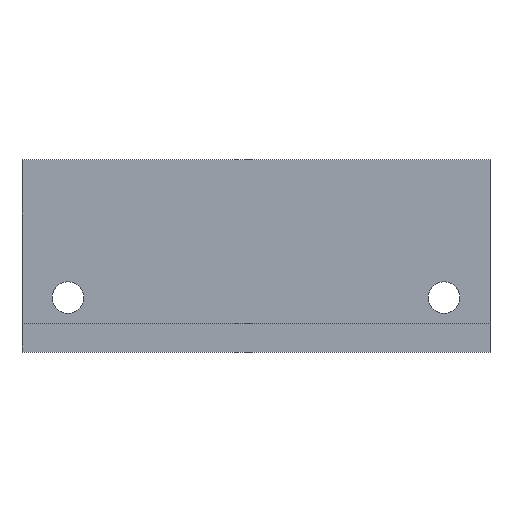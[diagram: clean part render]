
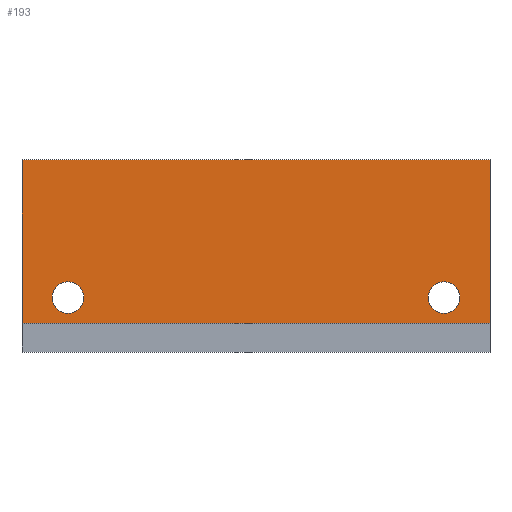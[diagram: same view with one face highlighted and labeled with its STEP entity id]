
A CAD part, top view. The second image highlights one B-rep face of the part: STEP entity #193.
In plain terms, the highlighted planar face has unit normal (0, 0, 1).
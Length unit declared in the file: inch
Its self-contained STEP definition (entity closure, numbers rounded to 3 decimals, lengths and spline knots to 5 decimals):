
#15=FACE_BOUND('',#44,.T.);
#16=FACE_BOUND('',#45,.T.);
#19=CIRCLE('',#213,0.055);
#21=CIRCLE('',#216,0.055);
#33=FACE_OUTER_BOUND('',#43,.T.);
#43=EDGE_LOOP('',(#165,#166,#167,#168));
#44=EDGE_LOOP('',(#169));
#45=EDGE_LOOP('',(#170));
#49=LINE('',#277,#69);
#62=LINE('',#311,#82);
#65=LINE('',#317,#85);
#68=LINE('',#321,#88);
#69=VECTOR('',#227,0.3937);
#82=VECTOR('',#258,0.3937);
#85=VECTOR('',#263,0.3937);
#88=VECTOR('',#268,0.3937);
#89=VERTEX_POINT('',#275);
#90=VERTEX_POINT('',#276);
#97=VERTEX_POINT('',#296);
#99=VERTEX_POINT('',#302);
#102=VERTEX_POINT('',#310);
#104=VERTEX_POINT('',#316);
#105=EDGE_CURVE('',#89,#90,#49,.T.);
#115=EDGE_CURVE('',#97,#97,#19,.T.);
#118=EDGE_CURVE('',#99,#99,#21,.T.);
#122=EDGE_CURVE('',#102,#89,#62,.T.);
#125=EDGE_CURVE('',#104,#102,#65,.T.);
#128=EDGE_CURVE('',#90,#104,#68,.T.);
#165=ORIENTED_EDGE('',*,*,#105,.T.);
#166=ORIENTED_EDGE('',*,*,#128,.T.);
#167=ORIENTED_EDGE('',*,*,#125,.T.);
#168=ORIENTED_EDGE('',*,*,#122,.T.);
#169=ORIENTED_EDGE('',*,*,#118,.T.);
#170=ORIENTED_EDGE('',*,*,#115,.T.);
#183=PLANE('',#221);
#193=ADVANCED_FACE('',(#33,#15,#16),#183,.T.);
#213=AXIS2_PLACEMENT_3D('',#297,#243,#244);
#216=AXIS2_PLACEMENT_3D('',#303,#250,#251);
#221=AXIS2_PLACEMENT_3D('',#322,#269,#270);
#227=DIRECTION('',(1.,0.,0.));
#243=DIRECTION('center_axis',(0.,0.,-1.));
#244=DIRECTION('ref_axis',(1.,0.,0.));
#250=DIRECTION('center_axis',(0.,0.,-1.));
#251=DIRECTION('ref_axis',(1.,0.,0.));
#258=DIRECTION('',(0.,-1.,0.));
#263=DIRECTION('',(-1.,0.,0.));
#268=DIRECTION('',(0.,1.,0.));
#269=DIRECTION('center_axis',(0.,0.,1.));
#270=DIRECTION('ref_axis',(1.,0.,0.));
#275=CARTESIAN_POINT('',(0.,0.1,0.125));
#276=CARTESIAN_POINT('',(1.63,0.1,0.125));
#277=CARTESIAN_POINT('',(0.,0.1,0.125));
#296=CARTESIAN_POINT('',(1.415,0.19,0.125));
#297=CARTESIAN_POINT('Origin',(1.47,0.19,0.125));
#302=CARTESIAN_POINT('',(0.105,0.19,0.125));
#303=CARTESIAN_POINT('Origin',(0.16,0.19,0.125));
#310=CARTESIAN_POINT('',(0.,0.67,0.125));
#311=CARTESIAN_POINT('',(0.,0.67,0.125));
#316=CARTESIAN_POINT('',(1.63,0.67,0.125));
#317=CARTESIAN_POINT('',(1.63,0.67,0.125));
#321=CARTESIAN_POINT('',(1.63,0.,0.125));
#322=CARTESIAN_POINT('Origin',(0.815,0.385,0.125));
